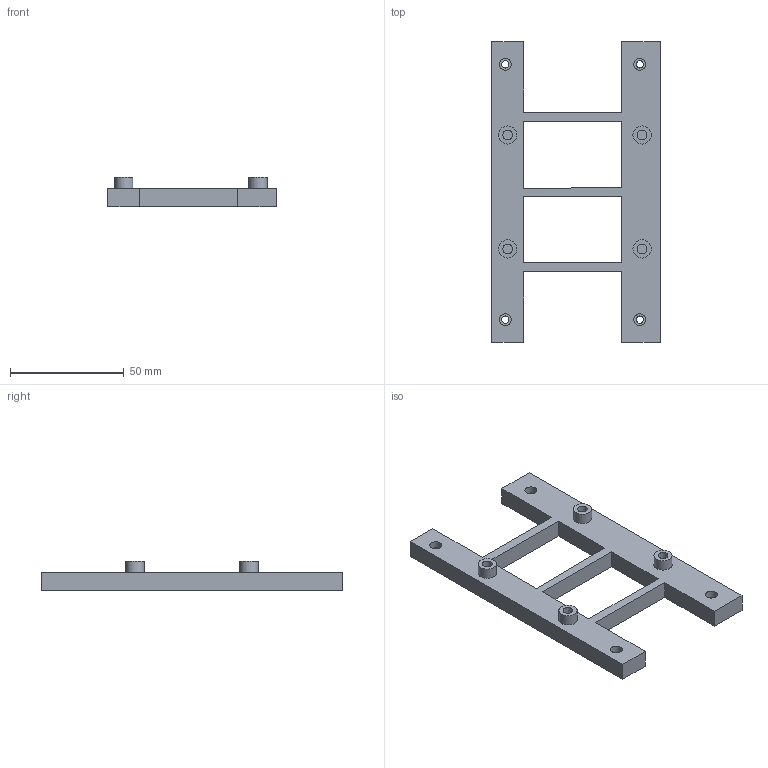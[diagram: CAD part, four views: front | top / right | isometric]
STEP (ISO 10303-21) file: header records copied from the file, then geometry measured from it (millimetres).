
FILE_DESCRIPTION(('HOOPS Exchange Step'),'2;1');
FILE_NAME('temp_export','2024-07-28T16:50:23-05:00',('Mattflix'),('Shapr3D Limited'),'HOOPS Exchange 2024.2','Shapr3D','Authorized');
FILE_SCHEMA( ('AUTOMOTIVE_DESIGN { 1 0 10303 214 1 1 1 1 }') );
Length unit declared in the file: millimetre
Products named in the file (2): RPI4_Holder; root
Assembly tree (1 placements, depth 2):
  root
    RPI4_Holder
Bounding box: 74 x 132 x 13 mm (x, y, z)
Volume: 37127.2 mm3; surface area: 16847.6 mm2
Topology: 1 solids, 1 shells, 50 faces, 124 edges, 88 vertices
Faces by surface type: plane 34, cylinder 16
Full cylindrical faces by diameter (mm): 3.2 x4, 4.3 x4, 5.2 x4, 8 x4
Entity records: 1591 total; most frequent: DIRECTION 276, CARTESIAN_POINT 264, ORIENTED_EDGE 248, EDGE_CURVE 124, AXIS2_PLACEMENT_3D 100, VERTEX_POINT 88, VECTOR 76, LINE 76
